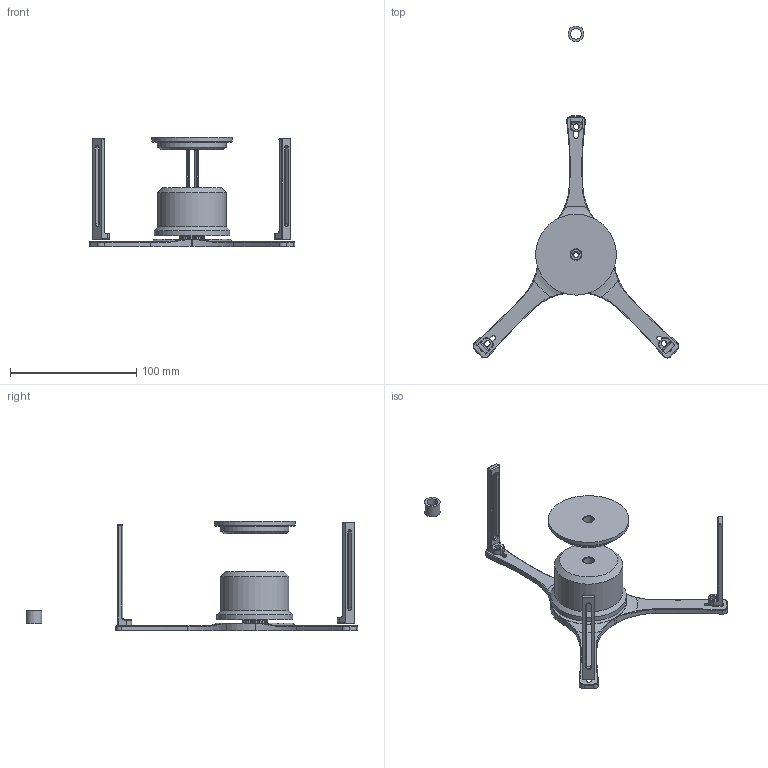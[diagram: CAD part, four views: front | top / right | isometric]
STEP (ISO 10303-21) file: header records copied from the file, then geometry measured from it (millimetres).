
FILE_DESCRIPTION(/* description */ (''),/* implementation_level */ '2;1');
FILE_NAME(/* name */ 'Horizontal Spool Holder.step',/* time_stamp */ '2023-09-14T19:02:02-06:00',/* author */ (''),/* organization */ (''),/* preprocessor_version */ 'ST-DEVELOPER v20',/* originating_system */ 'Autodesk Translation Framework v12.9.0.99',/* authorisation */ '');
FILE_SCHEMA (('AUTOMOTIVE_DESIGN { 1 0 10303 214 3 1 1 }'));
Length unit declared in the file: millimetre
Products named in the file (6): Horizontal Spool Holder; Hub Top; Hub Assembly; Base; Arms; M8x10 Spacer
Assembly tree (5 placements, depth 2):
  Horizontal Spool Holder
    Hub Top
    Hub Assembly
    Base
    Arms
    M8x10 Spacer
Bounding box: 162.9 x 262.91 x 86.7 mm (x, y, z)
Volume: 144360.8 mm3; surface area: 45431.4 mm2
Topology: 7 solids, 7 shells, 310 faces, 772 edges, 466 vertices
Faces by surface type: cylinder 138, plane 79, torus 54, bspline 26, cone 13
Full cylindrical faces by diameter (mm): 4.234 x9, 4.5 x3, 5.12 x4, 8.2 x2, 8.5 x1, 12.5 x1, 14.95 x1, 20 x1, 35.3 x1, 54 x2, 60 x1, 64 x1
Entity records: 12924 total; most frequent: CARTESIAN_POINT 5516, DIRECTION 1523, ORIENTED_EDGE 1520, EDGE_CURVE 760, AXIS2_PLACEMENT_3D 609, VERTEX_POINT 466, EDGE_LOOP 338, FACE_OUTER_BOUND 310
